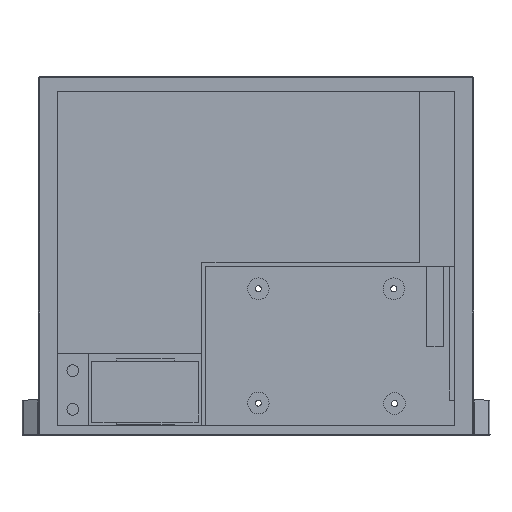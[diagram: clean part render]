
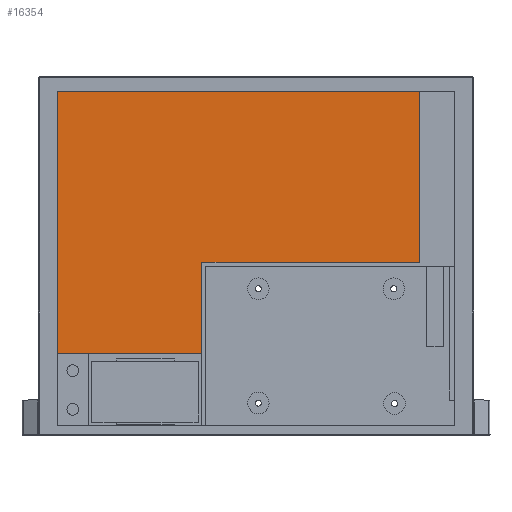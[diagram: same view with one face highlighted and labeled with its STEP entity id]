
A CAD part, top view. The second image highlights one B-rep face of the part: STEP entity #16354.
In plain terms, the highlighted face is planar.
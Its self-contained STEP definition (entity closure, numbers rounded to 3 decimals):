
#1042=PLANE('',#17639);
#1611=FACE_OUTER_BOUND('',#2685,.T.);
#2685=EDGE_LOOP('',(#11858,#11859,#11860,#11861,#11862,#11863,#11864,#11865));
#4005=LINE('',#25467,#5762);
#4009=LINE('',#25476,#5766);
#4010=LINE('',#25478,#5767);
#4011=LINE('',#25480,#5768);
#4012=LINE('',#25482,#5769);
#4013=LINE('',#25484,#5770);
#4014=LINE('',#25485,#5771);
#4015=LINE('',#25486,#5772);
#5762=VECTOR('',#20019,10.);
#5766=VECTOR('',#20025,10.);
#5767=VECTOR('',#20026,10.);
#5768=VECTOR('',#20027,10.);
#5769=VECTOR('',#20028,10.);
#5770=VECTOR('',#20029,10.);
#5771=VECTOR('',#20030,10.);
#5772=VECTOR('',#20031,10.);
#7725=VERTEX_POINT('',#25464);
#7726=VERTEX_POINT('',#25466);
#7729=VERTEX_POINT('',#25474);
#7730=VERTEX_POINT('',#25475);
#7731=VERTEX_POINT('',#25477);
#7732=VERTEX_POINT('',#25479);
#7733=VERTEX_POINT('',#25481);
#7734=VERTEX_POINT('',#25483);
#9273=EDGE_CURVE('',#7725,#7726,#4005,.T.);
#9277=EDGE_CURVE('',#7729,#7730,#4009,.T.);
#9278=EDGE_CURVE('',#7730,#7731,#4010,.T.);
#9279=EDGE_CURVE('',#7731,#7732,#4011,.T.);
#9280=EDGE_CURVE('',#7733,#7732,#4012,.T.);
#9281=EDGE_CURVE('',#7734,#7733,#4013,.T.);
#9282=EDGE_CURVE('',#7726,#7734,#4014,.T.);
#9283=EDGE_CURVE('',#7729,#7725,#4015,.T.);
#11858=ORIENTED_EDGE('',*,*,#9277,.T.);
#11859=ORIENTED_EDGE('',*,*,#9278,.T.);
#11860=ORIENTED_EDGE('',*,*,#9279,.T.);
#11861=ORIENTED_EDGE('',*,*,#9280,.F.);
#11862=ORIENTED_EDGE('',*,*,#9281,.F.);
#11863=ORIENTED_EDGE('',*,*,#9282,.F.);
#11864=ORIENTED_EDGE('',*,*,#9273,.F.);
#11865=ORIENTED_EDGE('',*,*,#9283,.F.);
#16354=ADVANCED_FACE('',(#1611),#1042,.F.);
#17639=AXIS2_PLACEMENT_3D('',#25473,#20023,#20024);
#20019=DIRECTION('',(-1.,0.,0.));
#20023=DIRECTION('center_axis',(0.,-1.,0.));
#20024=DIRECTION('ref_axis',(1.,0.,0.));
#20025=DIRECTION('',(-1.,0.,0.));
#20026=DIRECTION('',(0.,0.,1.));
#20027=DIRECTION('',(-1.,0.,0.));
#20028=DIRECTION('',(0.,0.,-1.));
#20029=DIRECTION('',(0.,0.,-1.));
#20030=DIRECTION('',(0.,0.,-1.));
#20031=DIRECTION('',(0.,0.,1.));
#25464=CARTESIAN_POINT('',(147.724,4.,145.9));
#25466=CARTESIAN_POINT('',(-7.277,4.,145.9));
#25467=CARTESIAN_POINT('',(106.855,4.,145.9));
#25473=CARTESIAN_POINT('Origin',(63.21,4.,79.2));
#25474=CARTESIAN_POINT('',(147.724,4.,34.045));
#25475=CARTESIAN_POINT('',(85.823,4.,34.045));
#25476=CARTESIAN_POINT('',(100.924,4.,34.045));
#25477=CARTESIAN_POINT('',(85.823,4.,73.1));
#25478=CARTESIAN_POINT('',(85.823,4.,58.25));
#25479=CARTESIAN_POINT('',(-7.277,4.,73.1));
#25480=CARTESIAN_POINT('',(74.567,4.,73.1));
#25481=CARTESIAN_POINT('',(-7.277,4.,73.3));
#25482=CARTESIAN_POINT('',(-7.277,4.,73.3));
#25483=CARTESIAN_POINT('',(-7.277,4.,73.5));
#25484=CARTESIAN_POINT('',(-7.277,4.,73.5));
#25485=CARTESIAN_POINT('',(-7.277,4.,58.193));
#25486=CARTESIAN_POINT('',(147.724,4.,81.225));
